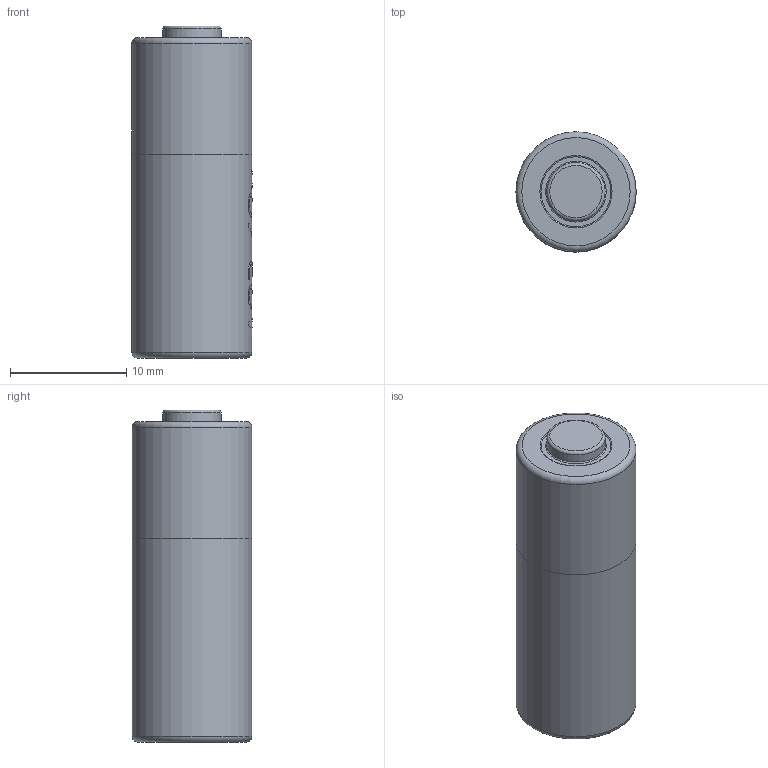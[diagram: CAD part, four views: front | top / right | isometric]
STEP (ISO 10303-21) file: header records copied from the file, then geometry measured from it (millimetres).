
FILE_DESCRIPTION(/* description */ ('Unknown'),/* implementation_level */ '2;1');
FILE_NAME(/* name */ 'A23 12v Battery',/* time_stamp */ '2018-06-27T22:47:25+10:00',/* author */ ('Unknown'),/* organization */ ('Unknown'),/* preprocessor_version */ 'ST-DEVELOPER v16',/* originating_system */ 'DEX',/* authorisation */ $);
FILE_SCHEMA (('AUTOMOTIVE_DESIGN {1 0 10303 214 3 1 1}'));
Length unit declared in the file: millimetre
Products named in the file (1): EPB010
Bounding box: 10.31 x 10.3 x 28.5 mm (x, y, z)
Volume: 2302.4 mm3; surface area: 1061 mm2
Topology: 1 solids, 1 shells, 72 faces, 176 edges, 117 vertices
Faces by surface type: plane 44, bspline 11, cylinder 10, torus 7
Full cylindrical faces by diameter (mm): 5 x1, 10.298 x1, 10.3 x1
Entity records: 4654 total; most frequent: CARTESIAN_POINT 2501, DIRECTION 327, ORIENTED_EDGE 324, EDGE_CURVE 162, AXIS2_PLACEMENT_3D 125, VERTEX_POINT 113, EDGE_LOOP 93, FACE_BOUND 93
